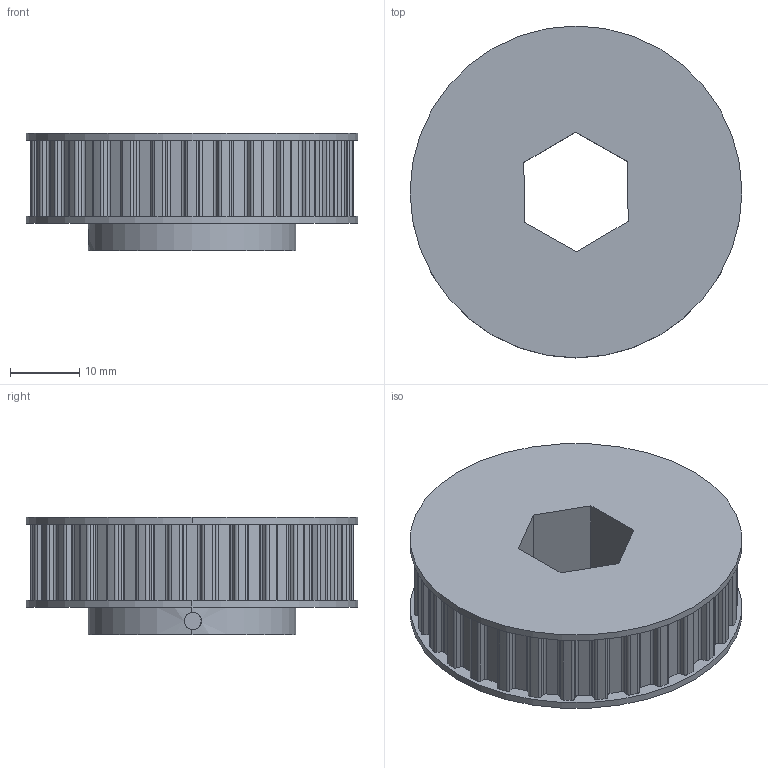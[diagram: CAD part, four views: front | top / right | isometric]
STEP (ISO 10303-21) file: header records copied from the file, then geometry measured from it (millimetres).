
FILE_DESCRIPTION (( 'STEP AP214' ), '1' );
FILE_NAME ('Elbow_Big_Pulley.STEP', '2020-12-23T17:47:16', ( '' ), ( '' ), 'SwSTEP 2.0', 'SolidWorks 2020', '' );
FILE_SCHEMA (( 'AUTOMOTIVE_DESIGN' ));
Length unit declared in the file: millimetre
Products named in the file (1): Elbow_Big_Pulley
Bounding box: 48 x 48 x 17 mm (x, y, z)
Volume: 20924 mm3; surface area: 7259.1 mm2
Topology: 1 solids, 1 shells, 281 faces, 831 edges, 554 vertices
Faces by surface type: cylinder 180, plane 101
Entity records: 9619 total; most frequent: DIRECTION 1749, CARTESIAN_POINT 1709, ORIENTED_EDGE 1662, EDGE_CURVE 831, AXIS2_PLACEMENT_3D 640, VERTEX_POINT 554, VECTOR 469, LINE 469
